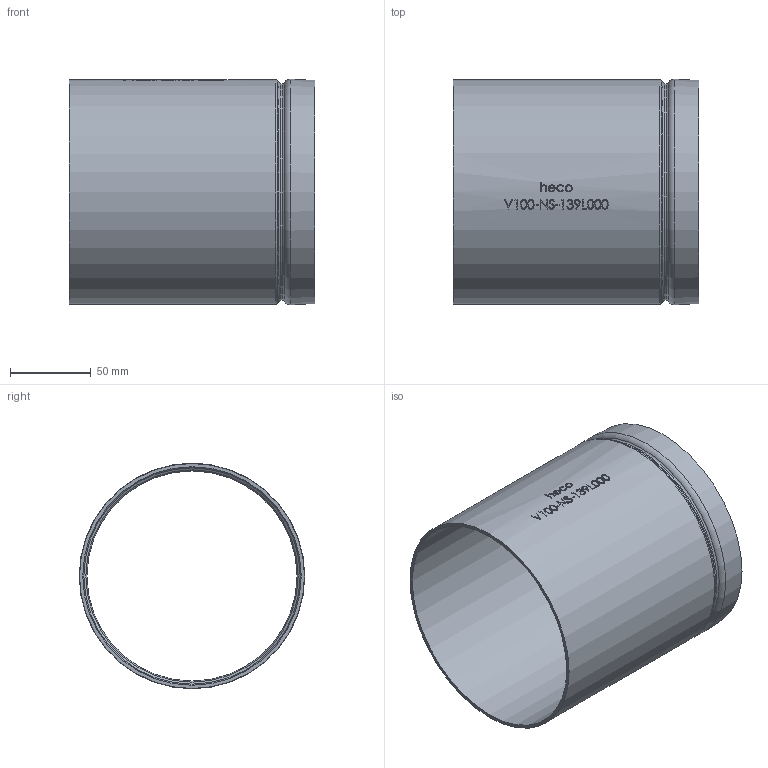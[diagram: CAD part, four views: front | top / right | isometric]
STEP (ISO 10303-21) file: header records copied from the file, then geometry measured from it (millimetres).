
FILE_DESCRIPTION (( 'STEP AP214' ), '1' );
FILE_NAME ('V100-NS-139L000-x Typ494 DN125 500 Ø139,7 1812.STEP', '2018-12-20T07:58:39', ( '' ), ( '' ), 'SwSTEP 2.0', 'SolidWorks 2016', '' );
FILE_SCHEMA (( 'AUTOMOTIVE_DESIGN' ));
Length unit declared in the file: inch
Products named in the file (1): V100-NS-139L000-x Typ494 DN125 500 Ø139,7 1812
Bounding box: 152.4 x 140.06 x 140.06 mm (x, y, z)
Volume: 136124.2 mm3; surface area: 135378.8 mm2
Topology: 1 solids, 1 shells, 227 faces, 587 edges, 389 vertices
Faces by surface type: bspline 118, plane 66, cylinder 31, torus 8, cone 4
Full cylindrical faces by diameter (mm): 130.454 x1, 134.518 x1, 135.636 x1, 139.7 x1
Entity records: 15028 total; most frequent: CARTESIAN_POINT 7753, ORIENTED_EDGE 1128, DIRECTION 576, EDGE_CURVE 564, VERTEX_POINT 382, EDGE_LOOP 272, B_SPLINE_CURVE_WITH_KNOTS 268, FACE_OUTER_BOUND 239
